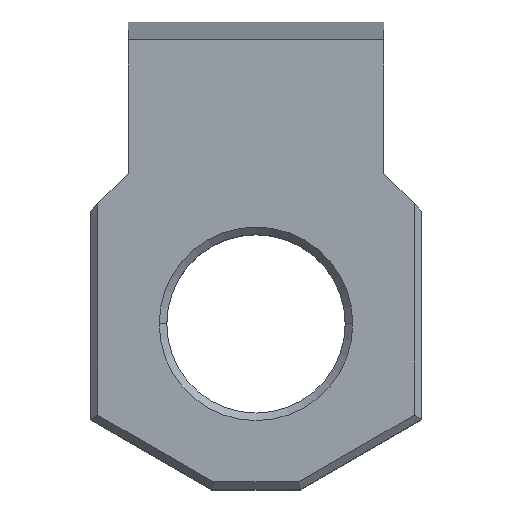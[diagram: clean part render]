
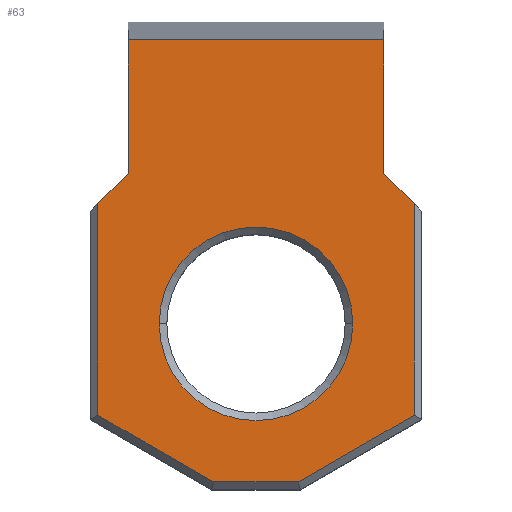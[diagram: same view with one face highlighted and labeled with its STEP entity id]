
A CAD part, top view. The second image highlights one B-rep face of the part: STEP entity #63.
In plain terms, the highlighted planar face has unit normal (0, 0, 1).
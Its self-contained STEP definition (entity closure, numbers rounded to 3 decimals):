
#29 = DIRECTION ( 'NONE',  ( 0., 0., -1. ) ) ;
#52 = EDGE_CURVE ( 'NONE', #614, #1226, #1269, .T. ) ;
#63 = ADVANCED_FACE ( 'NONE', ( #229, #947 ), #358, .T. ) ;
#107 = CIRCLE ( 'NONE', #138, 3.825 ) ;
#138 = AXIS2_PLACEMENT_3D ( 'NONE', #595, #29, #556 ) ;
#149 = CARTESIAN_POINT ( 'NONE',  ( 0., 0., 0. ) ) ;
#175 = EDGE_CURVE ( 'NONE', #1526, #517, #1202, .T. ) ;
#196 = CIRCLE ( 'NONE', #1027, 3.825 ) ;
#216 = ORIENTED_EDGE ( 'NONE', *, *, #1699, .F. ) ;
#217 = CARTESIAN_POINT ( 'NONE',  ( -3.825, 6.55, 0. ) ) ;
#229 = FACE_BOUND ( 'NONE', #1026, .T. ) ;
#273 = EDGE_LOOP ( 'NONE', ( #592, #782, #1580, #216, #341, #1748, #1256, #1229, #1883, #474 ) ) ;
#300 = LINE ( 'NONE', #881, #756 ) ;
#341 = ORIENTED_EDGE ( 'NONE', *, *, #1049, .T. ) ;
#358 = PLANE ( 'NONE',  #1498 ) ;
#382 = CARTESIAN_POINT ( 'NONE',  ( 3.825, 6.55, 0. ) ) ;
#394 = CARTESIAN_POINT ( 'NONE',  ( 5.049, 17.766, 0. ) ) ;
#422 = DIRECTION ( 'NONE',  ( 0., 0., 1. ) ) ;
#425 = CARTESIAN_POINT ( 'NONE',  ( 6.25, 11.299, 0. ) ) ;
#438 = DIRECTION ( 'NONE',  ( 1., 0., 0. ) ) ;
#447 = VERTEX_POINT ( 'NONE', #394 ) ;
#464 = DIRECTION ( 'NONE',  ( 0., -1., 0. ) ) ;
#474 = ORIENTED_EDGE ( 'NONE', *, *, #1563, .T. ) ;
#517 = VERTEX_POINT ( 'NONE', #578 ) ;
#518 = DIRECTION ( 'NONE',  ( 0.707, 0.707, 0. ) ) ;
#528 = EDGE_CURVE ( 'NONE', #1902, #1769, #196, .T. ) ;
#547 = LINE ( 'NONE', #1153, #921 ) ;
#556 = DIRECTION ( 'NONE',  ( 1., 0., 0. ) ) ;
#578 = CARTESIAN_POINT ( 'NONE',  ( -1.675, 0.3, 0. ) ) ;
#592 = ORIENTED_EDGE ( 'NONE', *, *, #1702, .T. ) ;
#595 = CARTESIAN_POINT ( 'NONE',  ( 0., 6.55, 0. ) ) ;
#614 = VERTEX_POINT ( 'NONE', #749 ) ;
#622 = EDGE_CURVE ( 'NONE', #1196, #1235, #1212, .T. ) ;
#638 = VERTEX_POINT ( 'NONE', #1720 ) ;
#698 = CARTESIAN_POINT ( 'NONE',  ( 1.675, 0.3, 0. ) ) ;
#737 = ORIENTED_EDGE ( 'NONE', *, *, #528, .T. ) ;
#749 = CARTESIAN_POINT ( 'NONE',  ( 6.25, 2.942, 0. ) ) ;
#756 = VECTOR ( 'NONE', #1529, 1000. ) ;
#782 = ORIENTED_EDGE ( 'NONE', *, *, #52, .T. ) ;
#861 = CARTESIAN_POINT ( 'NONE',  ( -5.049, 12.5, 0. ) ) ;
#881 = CARTESIAN_POINT ( 'NONE',  ( 8.774, 8.775, 0. ) ) ;
#921 = VECTOR ( 'NONE', #1817, 1000. ) ;
#947 = FACE_OUTER_BOUND ( 'NONE', #273, .T. ) ;
#959 = CARTESIAN_POINT ( 'NONE',  ( -6.25, 11.299, 0. ) ) ;
#1026 = EDGE_LOOP ( 'NONE', ( #1874, #737 ) ) ;
#1027 = AXIS2_PLACEMENT_3D ( 'NONE', #1178, #1849, #438 ) ;
#1049 = EDGE_CURVE ( 'NONE', #447, #1196, #547, .T. ) ;
#1073 = VERTEX_POINT ( 'NONE', #698 ) ;
#1075 = VECTOR ( 'NONE', #1823, 1000. ) ;
#1092 = EDGE_CURVE ( 'NONE', #1769, #1902, #107, .T. ) ;
#1123 = CARTESIAN_POINT ( 'NONE',  ( -8.775, 8.774, 0. ) ) ;
#1153 = CARTESIAN_POINT ( 'NONE',  ( 0., 17.766, 0. ) ) ;
#1178 = CARTESIAN_POINT ( 'NONE',  ( 0., 6.55, 0. ) ) ;
#1194 = DIRECTION ( 'NONE',  ( 0.866, -0.5, 0. ) ) ;
#1196 = VERTEX_POINT ( 'NONE', #1985 ) ;
#1197 = CARTESIAN_POINT ( 'NONE',  ( -1.605, 0.26, 0. ) ) ;
#1202 = LINE ( 'NONE', #1197, #1533 ) ;
#1212 = LINE ( 'NONE', #1871, #1736 ) ;
#1226 = VERTEX_POINT ( 'NONE', #425 ) ;
#1229 = ORIENTED_EDGE ( 'NONE', *, *, #1638, .T. ) ;
#1235 = VERTEX_POINT ( 'NONE', #861 ) ;
#1256 = ORIENTED_EDGE ( 'NONE', *, *, #1793, .F. ) ;
#1269 = LINE ( 'NONE', #1909, #1293 ) ;
#1283 = VECTOR ( 'NONE', #1639, 1000. ) ;
#1293 = VECTOR ( 'NONE', #1920, 1000. ) ;
#1318 = EDGE_CURVE ( 'NONE', #1226, #638, #300, .T. ) ;
#1428 = DIRECTION ( 'NONE',  ( 0.866, 0.5, 0. ) ) ;
#1439 = CARTESIAN_POINT ( 'NONE',  ( 0.289, -0.5, 0. ) ) ;
#1440 = LINE ( 'NONE', #1439, #1557 ) ;
#1447 = DIRECTION ( 'NONE',  ( 0., -1., 0. ) ) ;
#1450 = CARTESIAN_POINT ( 'NONE',  ( 5.049, 0., 0. ) ) ;
#1457 = LINE ( 'NONE', #1450, #1556 ) ;
#1498 = AXIS2_PLACEMENT_3D ( 'NONE', #149, #422, #1892 ) ;
#1526 = VERTEX_POINT ( 'NONE', #1959 ) ;
#1529 = DIRECTION ( 'NONE',  ( -0.707, 0.707, 0. ) ) ;
#1533 = VECTOR ( 'NONE', #1194, 1000. ) ;
#1556 = VECTOR ( 'NONE', #1447, 1000. ) ;
#1557 = VECTOR ( 'NONE', #1428, 1000. ) ;
#1563 = EDGE_CURVE ( 'NONE', #517, #1073, #1842, .T. ) ;
#1580 = ORIENTED_EDGE ( 'NONE', *, *, #1318, .T. ) ;
#1638 = EDGE_CURVE ( 'NONE', #1832, #1526, #1649, .T. ) ;
#1639 = DIRECTION ( 'NONE',  ( 0., -1., 0. ) ) ;
#1644 = CARTESIAN_POINT ( 'NONE',  ( -6.25, 2.768, 0. ) ) ;
#1649 = LINE ( 'NONE', #1644, #1283 ) ;
#1665 = VECTOR ( 'NONE', #518, 1000. ) ;
#1699 = EDGE_CURVE ( 'NONE', #447, #638, #1457, .T. ) ;
#1702 = EDGE_CURVE ( 'NONE', #1073, #614, #1440, .T. ) ;
#1720 = CARTESIAN_POINT ( 'NONE',  ( 5.049, 12.5, 0. ) ) ;
#1736 = VECTOR ( 'NONE', #464, 1000. ) ;
#1748 = ORIENTED_EDGE ( 'NONE', *, *, #622, .T. ) ;
#1769 = VERTEX_POINT ( 'NONE', #382 ) ;
#1783 = LINE ( 'NONE', #1123, #1665 ) ;
#1793 = EDGE_CURVE ( 'NONE', #1832, #1235, #1783, .T. ) ;
#1817 = DIRECTION ( 'NONE',  ( -1., 0., 0. ) ) ;
#1823 = DIRECTION ( 'NONE',  ( 1., 0., 0. ) ) ;
#1830 = CARTESIAN_POINT ( 'NONE',  ( 0., 0.3, 0. ) ) ;
#1832 = VERTEX_POINT ( 'NONE', #959 ) ;
#1842 = LINE ( 'NONE', #1830, #1075 ) ;
#1849 = DIRECTION ( 'NONE',  ( 0., 0., -1. ) ) ;
#1871 = CARTESIAN_POINT ( 'NONE',  ( -5.049, 0., 0. ) ) ;
#1874 = ORIENTED_EDGE ( 'NONE', *, *, #1092, .T. ) ;
#1883 = ORIENTED_EDGE ( 'NONE', *, *, #175, .T. ) ;
#1892 = DIRECTION ( 'NONE',  ( 1., 0., 0. ) ) ;
#1902 = VERTEX_POINT ( 'NONE', #217 ) ;
#1909 = CARTESIAN_POINT ( 'NONE',  ( 6.25, 0., 0. ) ) ;
#1920 = DIRECTION ( 'NONE',  ( 0., 1., 0. ) ) ;
#1959 = CARTESIAN_POINT ( 'NONE',  ( -6.25, 2.942, 0. ) ) ;
#1985 = CARTESIAN_POINT ( 'NONE',  ( -5.049, 17.766, 0. ) ) ;
